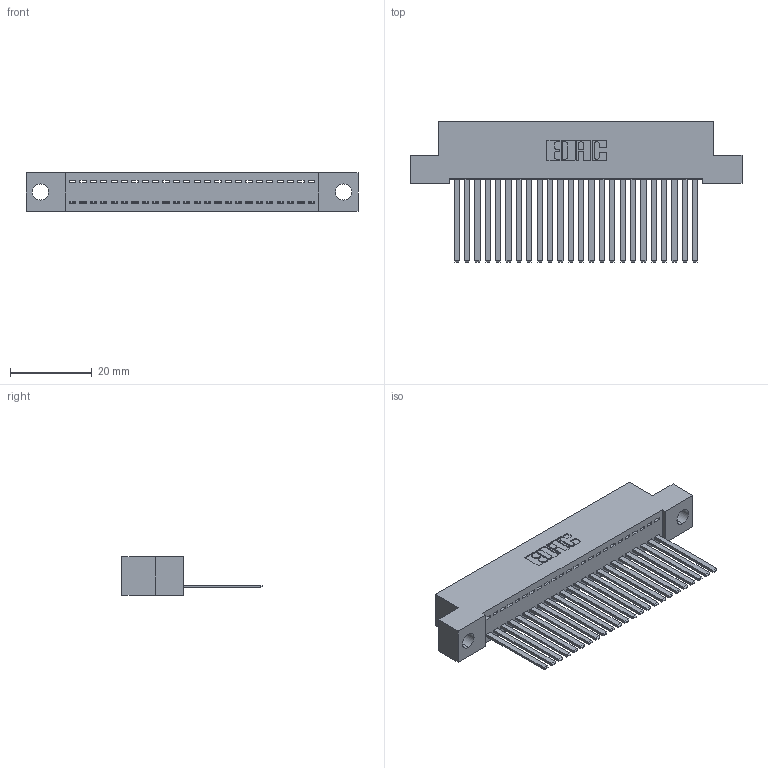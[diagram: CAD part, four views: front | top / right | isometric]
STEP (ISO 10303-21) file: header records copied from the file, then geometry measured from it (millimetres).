
FILE_DESCRIPTION (( 'STEP AP203' ), '1' );
FILE_NAME ('392-024-544-104.STEP', '2019-10-07T07:35:31', ( '' ), ( '' ), 'SwSTEP 2.0', 'SolidWorks 2016', '' );
FILE_SCHEMA (( 'CONFIG_CONTROL_DESIGN' ));
Length unit declared in the file: inch
Products named in the file (3): 342 Part_.156 TH; 345-292-001_345-293-144; 392-024-544-104
Assembly tree (25 placements, depth 2):
  392-024-544-104
    342 Part_.156 TH
    345-292-001_345-293-144  x24
Bounding box: 81.28 x 34.3 x 9.4 mm (x, y, z)
Volume: 7251.3 mm3; surface area: 10921.9 mm2
Topology: 25 solids, 25 shells, 1358 faces, 4091 edges, 2694 vertices
Faces by surface type: plane 978, cylinder 380
Entity records: 16687 total; most frequent: CARTESIAN_POINT 2886, ORIENTED_EDGE 2846, DIRECTION 2467, EDGE_CURVE 1423, VECTOR 1299, LINE 1299, VERTEX_POINT 946, AXIS2_PLACEMENT_3D 584
